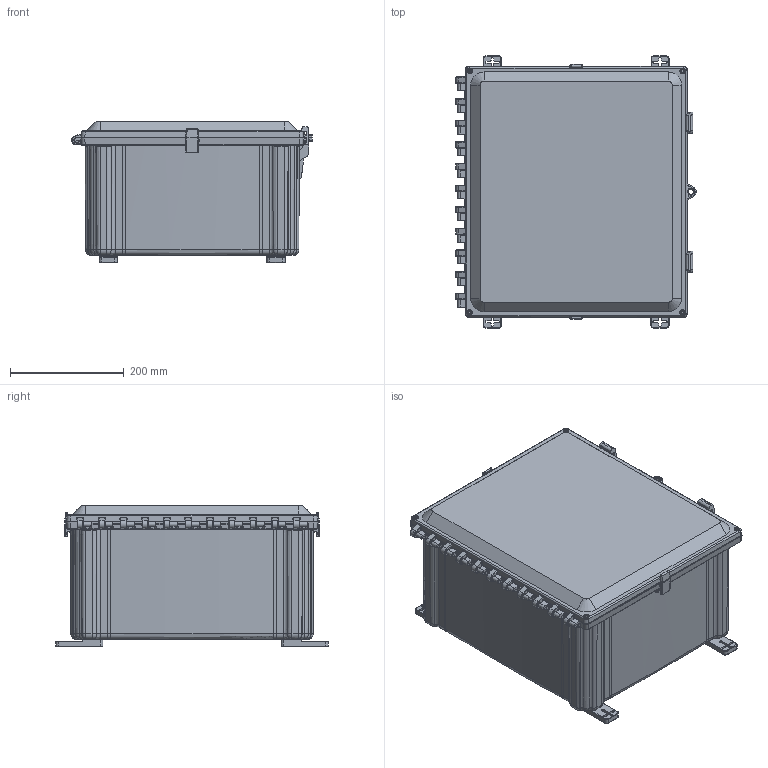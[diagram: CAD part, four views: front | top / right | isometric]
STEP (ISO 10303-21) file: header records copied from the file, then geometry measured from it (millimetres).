
FILE_DESCRIPTION (( 'STEP AP214' ), '1' );
FILE_NAME ('AH16148HW.STEP', '2025-02-19T19:22:19', ( '' ), ( '' ), 'SwSTEP 2.0', 'SolidWorks 2024', '' );
FILE_SCHEMA (( 'AUTOMOTIVE_DESIGN' ));
Length unit declared in the file: inch
Products named in the file (1): AH16148HW
Bounding box: 423.58 x 479.43 x 248.65 mm (x, y, z)
Volume: 3281974 mm3; surface area: 1499773.9 mm2
Topology: 6 solids, 10 shells, 3102 faces, 7702 edges, 4677 vertices
Faces by surface type: cylinder 1010, bspline 993, plane 818, cone 230, torus 50, sphere 1
Full cylindrical faces by diameter (mm): 3.967 x8, 4.953 x4, 6.35 x8, 7.937 x15, 8.318 x11, 9.525 x2, 9.906 x4, 11.43 x1
Entity records: 162190 total; most frequent: CARTESIAN_POINT 102538, ORIENTED_EDGE 14894, DIRECTION 8472, EDGE_CURVE 7447, VERTEX_POINT 4576, B_SPLINE_CURVE_WITH_KNOTS 3510, EDGE_LOOP 3363, FACE_OUTER_BOUND 3159
